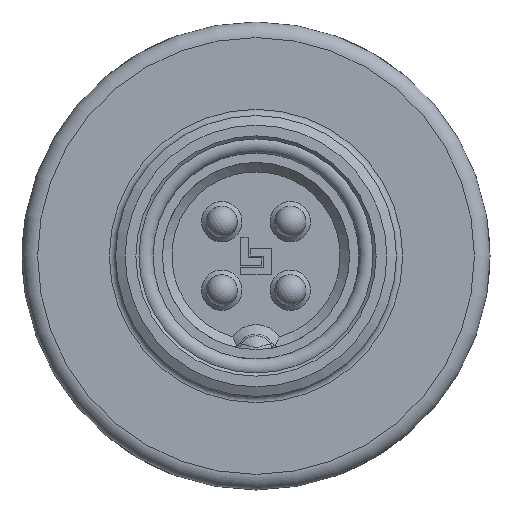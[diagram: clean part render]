
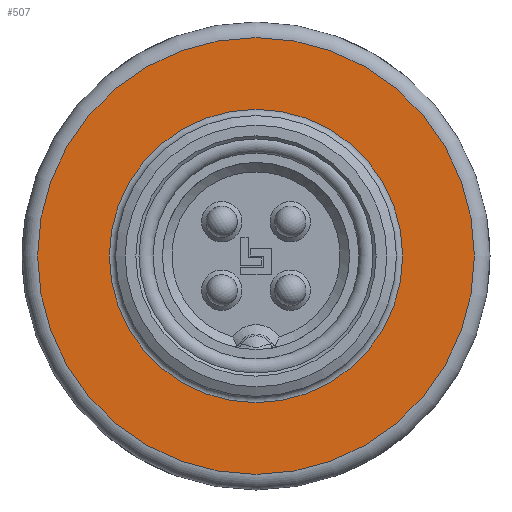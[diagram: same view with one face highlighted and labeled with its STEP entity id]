
A CAD part, left-side view. The second image highlights one B-rep face of the part: STEP entity #507.
In plain terms, the highlighted planar face has unit normal (-1, 0, 0).
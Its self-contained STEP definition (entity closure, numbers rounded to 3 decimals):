
#507=ADVANCED_FACE('',(#683,#684),#640,.T.);
#640=PLANE('',#2049);
#683=FACE_BOUND('',#794,.T.);
#684=FACE_BOUND('',#795,.T.);
#794=EDGE_LOOP('',(#984));
#795=EDGE_LOOP('',(#985));
#984=ORIENTED_EDGE('',*,*,#1675,.T.);
#985=ORIENTED_EDGE('',*,*,#1676,.T.);
#1494=VERTEX_POINT('',#2870);
#1495=VERTEX_POINT('',#2872);
#1675=EDGE_CURVE('',#1494,#1494,#1930,.T.);
#1676=EDGE_CURVE('',#1495,#1495,#1931,.T.);
#1930=CIRCLE('',#2047,4.7);
#1931=CIRCLE('',#2048,7.);
#2047=AXIS2_PLACEMENT_3D('',#2869,#2298,#2299);
#2048=AXIS2_PLACEMENT_3D('',#2871,#2300,#2301);
#2049=AXIS2_PLACEMENT_3D('',#2873,#2302,#2303);
#2298=DIRECTION('',(1.,0.,0.));
#2299=DIRECTION('',(0.,0.,1.));
#2300=DIRECTION('',(-1.,0.,0.));
#2301=DIRECTION('',(0.,0.,1.));
#2302=DIRECTION('',(-1.,0.,0.));
#2303=DIRECTION('',(0.,0.,1.));
#2869=CARTESIAN_POINT('',(7.9,0.,0.));
#2870=CARTESIAN_POINT('',(7.9,0.,4.7));
#2871=CARTESIAN_POINT('',(7.9,0.,0.));
#2872=CARTESIAN_POINT('',(7.9,0.,7.));
#2873=CARTESIAN_POINT('',(7.9,0.,0.));
